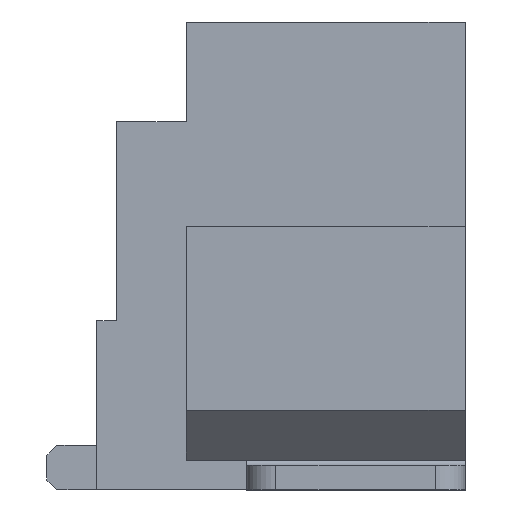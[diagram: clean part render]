
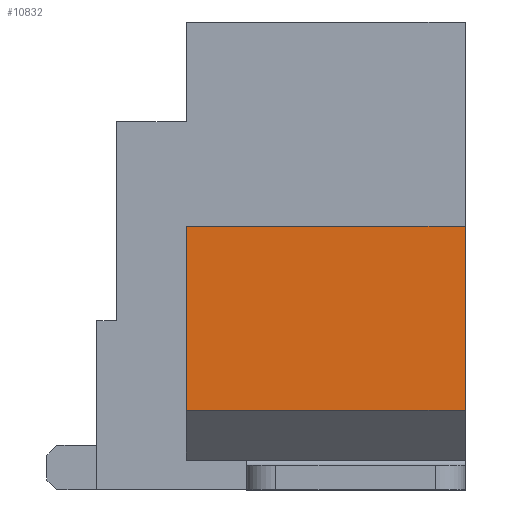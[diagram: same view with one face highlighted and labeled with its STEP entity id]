
A CAD part, left-side view. The second image highlights one B-rep face of the part: STEP entity #10832.
In plain terms, the highlighted planar face has unit normal (-1, 0, 0).
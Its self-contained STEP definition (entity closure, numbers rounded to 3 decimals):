
#44 = PLANE('',#45);
#45 = AXIS2_PLACEMENT_3D('',#46,#47,#48);
#46 = CARTESIAN_POINT('',(-9.,-2.475,0.));
#47 = DIRECTION('',(0.,1.,0.));
#48 = DIRECTION('',(0.,0.,1.));
#454 = VERTEX_POINT('',#455);
#455 = CARTESIAN_POINT('',(-10.75,-2.475,0.8));
#469 = PLANE('',#470);
#470 = AXIS2_PLACEMENT_3D('',#471,#472,#473);
#471 = CARTESIAN_POINT('',(-10.25,-2.475,0.3));
#472 = DIRECTION('',(0.707,0.,0.707));
#473 = DIRECTION('',(-0.707,0.,0.707));
#481 = EDGE_CURVE('',#454,#482,#484,.T.);
#482 = VERTEX_POINT('',#483);
#483 = CARTESIAN_POINT('',(-10.75,-2.475,2.65));
#484 = SURFACE_CURVE('',#485,(#489,#496),.PCURVE_S1.);
#485 = LINE('',#486,#487);
#486 = CARTESIAN_POINT('',(-10.75,-2.475,0.8));
#487 = VECTOR('',#488,1.);
#488 = DIRECTION('',(0.,0.,1.));
#489 = PCURVE('',#44,#490);
#490 = DEFINITIONAL_REPRESENTATION('',(#491),#495);
#491 = LINE('',#492,#493);
#492 = CARTESIAN_POINT('',(0.8,-1.75));
#493 = VECTOR('',#494,1.);
#494 = DIRECTION('',(1.,0.));
#495 = ( GEOMETRIC_REPRESENTATION_CONTEXT(2)
PARAMETRIC_REPRESENTATION_CONTEXT() REPRESENTATION_CONTEXT('2D SPACE',''
) );
#496 = PCURVE('',#497,#502);
#497 = PLANE('',#498);
#498 = AXIS2_PLACEMENT_3D('',#499,#500,#501);
#499 = CARTESIAN_POINT('',(-10.75,-2.475,0.8));
#500 = DIRECTION('',(1.,0.,0.));
#501 = DIRECTION('',(0.,0.,1.));
#502 = DEFINITIONAL_REPRESENTATION('',(#503),#507);
#503 = LINE('',#504,#505);
#504 = CARTESIAN_POINT('',(0.,0.));
#505 = VECTOR('',#506,1.);
#506 = DIRECTION('',(1.,0.));
#507 = ( GEOMETRIC_REPRESENTATION_CONTEXT(2)
PARAMETRIC_REPRESENTATION_CONTEXT() REPRESENTATION_CONTEXT('2D SPACE',''
) );
#525 = PLANE('',#526);
#526 = AXIS2_PLACEMENT_3D('',#527,#528,#529);
#527 = CARTESIAN_POINT('',(-10.75,-2.475,2.65));
#528 = DIRECTION('',(0.,0.,-1.));
#529 = DIRECTION('',(1.,0.,0.));
#4580 = PLANE('',#4581);
#4581 = AXIS2_PLACEMENT_3D('',#4582,#4583,#4584);
#4582 = CARTESIAN_POINT('',(-9.,0.325,0.3));
#4583 = DIRECTION('',(0.,-1.,0.));
#4584 = DIRECTION('',(0.,0.,-1.));
#10787 = EDGE_CURVE('',#482,#10788,#10790,.T.);
#10788 = VERTEX_POINT('',#10789);
#10789 = CARTESIAN_POINT('',(-10.75,0.325,2.65));
#10790 = SURFACE_CURVE('',#10791,(#10795,#10802),.PCURVE_S1.);
#10791 = LINE('',#10792,#10793);
#10792 = CARTESIAN_POINT('',(-10.75,-2.475,2.65));
#10793 = VECTOR('',#10794,1.);
#10794 = DIRECTION('',(0.,1.,0.));
#10795 = PCURVE('',#525,#10796);
#10796 = DEFINITIONAL_REPRESENTATION('',(#10797),#10801);
#10797 = LINE('',#10798,#10799);
#10798 = CARTESIAN_POINT('',(0.,0.));
#10799 = VECTOR('',#10800,1.);
#10800 = DIRECTION('',(0.,-1.));
#10801 = ( GEOMETRIC_REPRESENTATION_CONTEXT(2)
PARAMETRIC_REPRESENTATION_CONTEXT() REPRESENTATION_CONTEXT('2D SPACE',''
) );
#10802 = PCURVE('',#497,#10803);
#10803 = DEFINITIONAL_REPRESENTATION('',(#10804),#10808);
#10804 = LINE('',#10805,#10806);
#10805 = CARTESIAN_POINT('',(1.85,0.));
#10806 = VECTOR('',#10807,1.);
#10807 = DIRECTION('',(0.,-1.));
#10808 = ( GEOMETRIC_REPRESENTATION_CONTEXT(2)
PARAMETRIC_REPRESENTATION_CONTEXT() REPRESENTATION_CONTEXT('2D SPACE',''
) );
#10832 = ADVANCED_FACE('',(#10833),#497,.F.);
#10833 = FACE_BOUND('',#10834,.F.);
#10834 = EDGE_LOOP('',(#10835,#10858,#10879,#10880));
#10835 = ORIENTED_EDGE('',*,*,#10836,.T.);
#10836 = EDGE_CURVE('',#454,#10837,#10839,.T.);
#10837 = VERTEX_POINT('',#10838);
#10838 = CARTESIAN_POINT('',(-10.75,0.325,0.8));
#10839 = SURFACE_CURVE('',#10840,(#10844,#10851),.PCURVE_S1.);
#10840 = LINE('',#10841,#10842);
#10841 = CARTESIAN_POINT('',(-10.75,-2.475,0.8));
#10842 = VECTOR('',#10843,1.);
#10843 = DIRECTION('',(0.,1.,0.));
#10844 = PCURVE('',#497,#10845);
#10845 = DEFINITIONAL_REPRESENTATION('',(#10846),#10850);
#10846 = LINE('',#10847,#10848);
#10847 = CARTESIAN_POINT('',(0.,0.));
#10848 = VECTOR('',#10849,1.);
#10849 = DIRECTION('',(0.,-1.));
#10850 = ( GEOMETRIC_REPRESENTATION_CONTEXT(2)
PARAMETRIC_REPRESENTATION_CONTEXT() REPRESENTATION_CONTEXT('2D SPACE',''
) );
#10851 = PCURVE('',#469,#10852);
#10852 = DEFINITIONAL_REPRESENTATION('',(#10853),#10857);
#10853 = LINE('',#10854,#10855);
#10854 = CARTESIAN_POINT('',(0.707,0.));
#10855 = VECTOR('',#10856,1.);
#10856 = DIRECTION('',(0.,-1.));
#10857 = ( GEOMETRIC_REPRESENTATION_CONTEXT(2)
PARAMETRIC_REPRESENTATION_CONTEXT() REPRESENTATION_CONTEXT('2D SPACE',''
) );
#10858 = ORIENTED_EDGE('',*,*,#10859,.T.);
#10859 = EDGE_CURVE('',#10837,#10788,#10860,.T.);
#10860 = SURFACE_CURVE('',#10861,(#10865,#10872),.PCURVE_S1.);
#10861 = LINE('',#10862,#10863);
#10862 = CARTESIAN_POINT('',(-10.75,0.325,0.8));
#10863 = VECTOR('',#10864,1.);
#10864 = DIRECTION('',(0.,0.,1.));
#10865 = PCURVE('',#497,#10866);
#10866 = DEFINITIONAL_REPRESENTATION('',(#10867),#10871);
#10867 = LINE('',#10868,#10869);
#10868 = CARTESIAN_POINT('',(0.,-2.8));
#10869 = VECTOR('',#10870,1.);
#10870 = DIRECTION('',(1.,0.));
#10871 = ( GEOMETRIC_REPRESENTATION_CONTEXT(2)
PARAMETRIC_REPRESENTATION_CONTEXT() REPRESENTATION_CONTEXT('2D SPACE',''
) );
#10872 = PCURVE('',#4580,#10873);
#10873 = DEFINITIONAL_REPRESENTATION('',(#10874),#10878);
#10874 = LINE('',#10875,#10876);
#10875 = CARTESIAN_POINT('',(-0.5,-1.75));
#10876 = VECTOR('',#10877,1.);
#10877 = DIRECTION('',(-1.,0.));
#10878 = ( GEOMETRIC_REPRESENTATION_CONTEXT(2)
PARAMETRIC_REPRESENTATION_CONTEXT() REPRESENTATION_CONTEXT('2D SPACE',''
) );
#10879 = ORIENTED_EDGE('',*,*,#10787,.F.);
#10880 = ORIENTED_EDGE('',*,*,#481,.F.);
